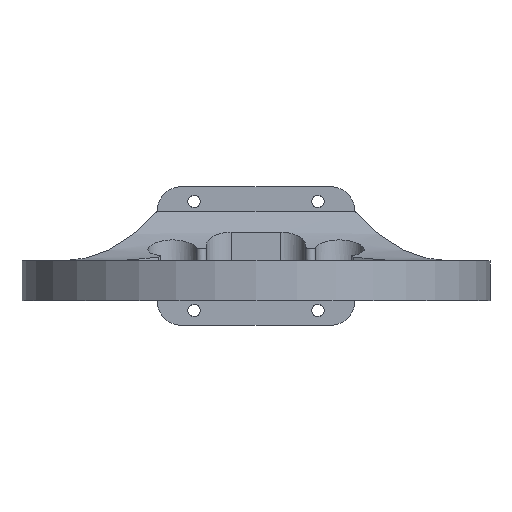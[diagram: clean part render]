
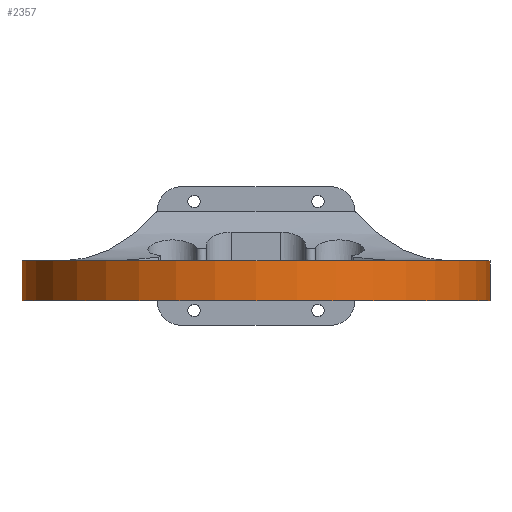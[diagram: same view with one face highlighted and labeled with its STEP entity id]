
A CAD part, front view. The second image highlights one B-rep face of the part: STEP entity #2357.
In plain terms, the highlighted cylindrical face has radius 47.25 mm (diameter 94.5 mm), a partial arc.
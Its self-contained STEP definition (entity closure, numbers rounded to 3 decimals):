
#18 = DIRECTION ( 'NONE',  ( 0., 0., -1. ) ) ;
#21 = CIRCLE ( 'NONE', #361, 47.25 ) ;
#120 = CARTESIAN_POINT ( 'NONE',  ( -47.25, 0., 4. ) ) ;
#222 = LINE ( 'NONE', #1872, #2549 ) ;
#303 = CARTESIAN_POINT ( 'NONE',  ( 0., 0., 4. ) ) ;
#307 = ORIENTED_EDGE ( 'NONE', *, *, #1217, .F. ) ;
#361 = AXIS2_PLACEMENT_3D ( 'NONE', #303, #1135, #921 ) ;
#422 = CIRCLE ( 'NONE', #1113, 47.25 ) ;
#449 = AXIS2_PLACEMENT_3D ( 'NONE', #2378, #1996, #506 ) ;
#488 = CARTESIAN_POINT ( 'NONE',  ( 0., 0., -4. ) ) ;
#506 = DIRECTION ( 'NONE',  ( -1., 0., 0. ) ) ;
#548 = DIRECTION ( 'NONE',  ( 0., 0., -1. ) ) ;
#704 = DIRECTION ( 'NONE',  ( 0., 0., 1. ) ) ;
#754 = VERTEX_POINT ( 'NONE', #1435 ) ;
#818 = ORIENTED_EDGE ( 'NONE', *, *, #891, .T. ) ;
#862 = VERTEX_POINT ( 'NONE', #1317 ) ;
#891 = EDGE_CURVE ( 'NONE', #862, #754, #422, .T. ) ;
#914 = EDGE_LOOP ( 'NONE', ( #307, #1040, #1667, #818 ) ) ;
#916 = DIRECTION ( 'NONE',  ( 1., 0., 0. ) ) ;
#921 = DIRECTION ( 'NONE',  ( 1., 0., 0. ) ) ;
#1040 = ORIENTED_EDGE ( 'NONE', *, *, #2400, .F. ) ;
#1113 = AXIS2_PLACEMENT_3D ( 'NONE', #488, #704, #916 ) ;
#1135 = DIRECTION ( 'NONE',  ( 0., 0., 1. ) ) ;
#1217 = EDGE_CURVE ( 'NONE', #2047, #754, #222, .T. ) ;
#1317 = CARTESIAN_POINT ( 'NONE',  ( -47.25, 0., -4. ) ) ;
#1367 = VECTOR ( 'NONE', #548, 1000. ) ;
#1370 = CYLINDRICAL_SURFACE ( 'NONE', #449, 47.25 ) ;
#1435 = CARTESIAN_POINT ( 'NONE',  ( 47.25, 0., -4. ) ) ;
#1566 = CARTESIAN_POINT ( 'NONE',  ( -47.25, 0., 4. ) ) ;
#1667 = ORIENTED_EDGE ( 'NONE', *, *, #2626, .T. ) ;
#1795 = FACE_OUTER_BOUND ( 'NONE', #914, .T. ) ;
#1872 = CARTESIAN_POINT ( 'NONE',  ( 47.25, 0., 4. ) ) ;
#1996 = DIRECTION ( 'NONE',  ( 0., 0., -1. ) ) ;
#1997 = VERTEX_POINT ( 'NONE', #120 ) ;
#2047 = VERTEX_POINT ( 'NONE', #2489 ) ;
#2357 = ADVANCED_FACE ( 'NONE', ( #1795 ), #1370, .T. ) ;
#2378 = CARTESIAN_POINT ( 'NONE',  ( 0., 0., 4. ) ) ;
#2400 = EDGE_CURVE ( 'NONE', #1997, #2047, #21, .T. ) ;
#2489 = CARTESIAN_POINT ( 'NONE',  ( 47.25, 0., 4. ) ) ;
#2549 = VECTOR ( 'NONE', #18, 1000. ) ;
#2566 = LINE ( 'NONE', #1566, #1367 ) ;
#2626 = EDGE_CURVE ( 'NONE', #1997, #862, #2566, .T. ) ;
